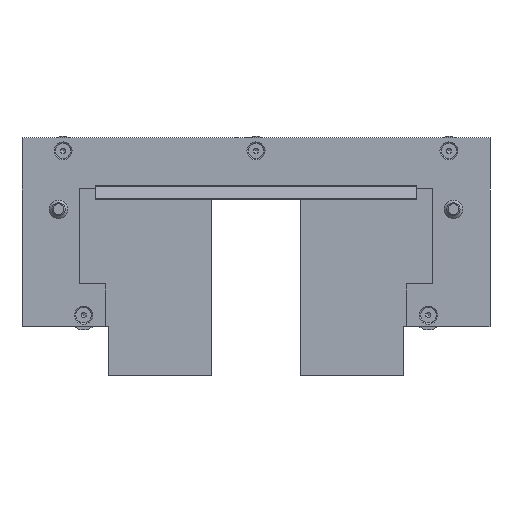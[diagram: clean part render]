
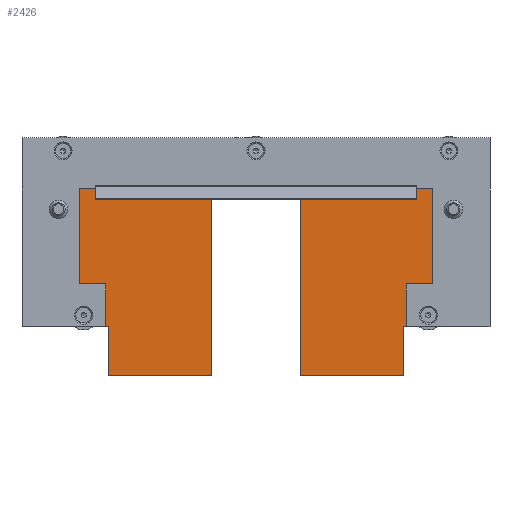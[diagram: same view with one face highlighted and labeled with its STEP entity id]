
A CAD part, front view. The second image highlights one B-rep face of the part: STEP entity #2426.
In plain terms, the highlighted planar face has unit normal (0, -1, 0).
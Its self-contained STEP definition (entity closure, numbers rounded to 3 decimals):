
#226=FACE_BOUND('',#537,.T.);
#227=FACE_BOUND('',#538,.T.);
#228=FACE_BOUND('',#539,.T.);
#229=FACE_BOUND('',#540,.T.);
#230=FACE_BOUND('',#541,.T.);
#266=PLANE('',#2782);
#391=FACE_OUTER_BOUND('',#536,.T.);
#536=EDGE_LOOP('',(#1921,#1922,#1923,#1924,#1925,#1926,#1927,#1928,#1929,
#1930,#1931,#1932));
#537=EDGE_LOOP('',(#1933));
#538=EDGE_LOOP('',(#1934));
#539=EDGE_LOOP('',(#1935));
#540=EDGE_LOOP('',(#1936));
#541=EDGE_LOOP('',(#1937));
#685=LINE('',#3874,#881);
#689=LINE('',#3882,#885);
#697=LINE('',#3914,#893);
#701=LINE('',#3921,#897);
#703=LINE('',#3926,#899);
#707=LINE('',#3933,#903);
#712=LINE('',#3951,#908);
#719=LINE('',#3983,#915);
#721=LINE('',#3987,#917);
#724=LINE('',#3993,#920);
#727=LINE('',#3998,#923);
#728=LINE('',#3999,#924);
#881=VECTOR('',#3124,1.);
#885=VECTOR('',#3130,1.);
#893=VECTOR('',#3164,1.);
#897=VECTOR('',#3170,1.);
#899=VECTOR('',#3174,1.);
#903=VECTOR('',#3180,1.);
#908=VECTOR('',#3199,1.);
#915=VECTOR('',#3232,1.);
#917=VECTOR('',#3236,1.);
#920=VECTOR('',#3241,1.);
#923=VECTOR('',#3246,1.);
#924=VECTOR('',#3247,1.);
#1059=CIRCLE('',#2753,2.75);
#1060=CIRCLE('',#2755,2.75);
#1064=CIRCLE('',#2765,2.75);
#1071=CIRCLE('',#2776,2.75);
#1072=CIRCLE('',#2778,2.75);
#1182=VERTEX_POINT('',#3872);
#1183=VERTEX_POINT('',#3873);
#1186=VERTEX_POINT('',#3881);
#1194=VERTEX_POINT('',#3903);
#1195=VERTEX_POINT('',#3907);
#1197=VERTEX_POINT('',#3913);
#1199=VERTEX_POINT('',#3919);
#1200=VERTEX_POINT('',#3923);
#1203=VERTEX_POINT('',#3931);
#1207=VERTEX_POINT('',#3943);
#1209=VERTEX_POINT('',#3949);
#1216=VERTEX_POINT('',#3969);
#1217=VERTEX_POINT('',#3973);
#1220=VERTEX_POINT('',#3980);
#1221=VERTEX_POINT('',#3982);
#1222=VERTEX_POINT('',#3986);
#1224=VERTEX_POINT('',#3992);
#1426=EDGE_CURVE('',#1182,#1183,#685,.T.);
#1430=EDGE_CURVE('',#1183,#1186,#689,.T.);
#1441=EDGE_CURVE('',#1194,#1194,#1059,.T.);
#1443=EDGE_CURVE('',#1195,#1195,#1060,.T.);
#1446=EDGE_CURVE('',#1197,#1186,#697,.T.);
#1450=EDGE_CURVE('',#1182,#1199,#701,.T.);
#1452=EDGE_CURVE('',#1199,#1200,#703,.T.);
#1456=EDGE_CURVE('',#1203,#1200,#707,.T.);
#1461=EDGE_CURVE('',#1207,#1207,#1064,.T.);
#1465=EDGE_CURVE('',#1203,#1209,#712,.T.);
#1474=EDGE_CURVE('',#1216,#1216,#1071,.T.);
#1476=EDGE_CURVE('',#1217,#1217,#1072,.T.);
#1480=EDGE_CURVE('',#1221,#1220,#719,.T.);
#1482=EDGE_CURVE('',#1221,#1222,#721,.T.);
#1485=EDGE_CURVE('',#1222,#1224,#724,.T.);
#1488=EDGE_CURVE('',#1220,#1197,#727,.T.);
#1489=EDGE_CURVE('',#1224,#1209,#728,.T.);
#1921=ORIENTED_EDGE('',*,*,#1488,.T.);
#1922=ORIENTED_EDGE('',*,*,#1446,.T.);
#1923=ORIENTED_EDGE('',*,*,#1430,.F.);
#1924=ORIENTED_EDGE('',*,*,#1426,.F.);
#1925=ORIENTED_EDGE('',*,*,#1450,.T.);
#1926=ORIENTED_EDGE('',*,*,#1452,.T.);
#1927=ORIENTED_EDGE('',*,*,#1456,.F.);
#1928=ORIENTED_EDGE('',*,*,#1465,.T.);
#1929=ORIENTED_EDGE('',*,*,#1489,.F.);
#1930=ORIENTED_EDGE('',*,*,#1485,.F.);
#1931=ORIENTED_EDGE('',*,*,#1482,.F.);
#1932=ORIENTED_EDGE('',*,*,#1480,.T.);
#1933=ORIENTED_EDGE('',*,*,#1443,.T.);
#1934=ORIENTED_EDGE('',*,*,#1441,.T.);
#1935=ORIENTED_EDGE('',*,*,#1461,.T.);
#1936=ORIENTED_EDGE('',*,*,#1474,.T.);
#1937=ORIENTED_EDGE('',*,*,#1476,.T.);
#2426=ADVANCED_FACE('',(#391,#226,#227,#228,#229,#230),#266,.T.);
#2753=AXIS2_PLACEMENT_3D('',#3904,#3153,#3154);
#2755=AXIS2_PLACEMENT_3D('',#3908,#3158,#3159);
#2765=AXIS2_PLACEMENT_3D('',#3944,#3192,#3193);
#2776=AXIS2_PLACEMENT_3D('',#3970,#3220,#3221);
#2778=AXIS2_PLACEMENT_3D('',#3974,#3225,#3226);
#2782=AXIS2_PLACEMENT_3D('',#3997,#3244,#3245);
#3124=DIRECTION('',(0.,0.,1.));
#3130=DIRECTION('',(-1.,0.,0.));
#3153=DIRECTION('center_axis',(0.,1.,0.));
#3154=DIRECTION('ref_axis',(-1.,0.,0.));
#3158=DIRECTION('center_axis',(0.,1.,0.));
#3159=DIRECTION('ref_axis',(-1.,0.,0.));
#3164=DIRECTION('',(0.,0.,-1.));
#3170=DIRECTION('',(1.,0.,0.));
#3174=DIRECTION('',(0.,0.,1.));
#3180=DIRECTION('',(-1.,0.,0.));
#3192=DIRECTION('center_axis',(0.,1.,0.));
#3193=DIRECTION('ref_axis',(-1.,0.,0.));
#3199=DIRECTION('',(0.,0.,-1.));
#3220=DIRECTION('center_axis',(0.,1.,0.));
#3221=DIRECTION('ref_axis',(-1.,0.,0.));
#3225=DIRECTION('center_axis',(0.,1.,0.));
#3226=DIRECTION('ref_axis',(-1.,0.,0.));
#3232=DIRECTION('',(0.,0.,1.));
#3236=DIRECTION('',(-1.,0.,0.));
#3241=DIRECTION('',(0.,0.,-1.));
#3244=DIRECTION('center_axis',(0.,-1.,0.));
#3245=DIRECTION('ref_axis',(1.,0.,0.));
#3246=DIRECTION('',(-1.,0.,0.));
#3247=DIRECTION('',(-1.,0.,0.));
#3872=CARTESIAN_POINT('',(-90.,-1.5,0.));
#3873=CARTESIAN_POINT('',(-90.,-1.5,30.));
#3874=CARTESIAN_POINT('',(-90.,-1.5,0.));
#3881=CARTESIAN_POINT('',(-142.5,-1.5,30.));
#3882=CARTESIAN_POINT('',(-90.,-1.5,30.));
#3903=CARTESIAN_POINT('',(-114.75,-1.5,137.));
#3904=CARTESIAN_POINT('Origin',(-117.5,-1.5,137.));
#3907=CARTESIAN_POINT('',(-102.25,-1.5,37.));
#3908=CARTESIAN_POINT('Origin',(-105.,-1.5,37.));
#3913=CARTESIAN_POINT('',(-142.5,-1.5,145.));
#3914=CARTESIAN_POINT('',(-142.5,-1.5,145.));
#3919=CARTESIAN_POINT('',(-27.,-1.5,0.));
#3921=CARTESIAN_POINT('',(-49.5,-1.5,0.));
#3923=CARTESIAN_POINT('',(-27.,-1.5,110.));
#3926=CARTESIAN_POINT('',(-27.,-1.5,72.5));
#3931=CARTESIAN_POINT('',(27.,-1.5,110.));
#3933=CARTESIAN_POINT('',(0.,-1.5,110.));
#3943=CARTESIAN_POINT('',(2.75,-1.5,137.));
#3944=CARTESIAN_POINT('Origin',(0.,-1.5,137.));
#3949=CARTESIAN_POINT('',(27.,-1.5,0.));
#3951=CARTESIAN_POINT('',(27.,-1.5,72.5));
#3969=CARTESIAN_POINT('',(120.25,-1.5,137.));
#3970=CARTESIAN_POINT('Origin',(117.5,-1.5,137.));
#3973=CARTESIAN_POINT('',(107.75,-1.5,37.));
#3974=CARTESIAN_POINT('Origin',(105.,-1.5,37.));
#3980=CARTESIAN_POINT('',(142.5,-1.5,145.));
#3982=CARTESIAN_POINT('',(142.5,-1.5,30.));
#3983=CARTESIAN_POINT('',(142.5,-1.5,30.));
#3986=CARTESIAN_POINT('',(90.,-1.5,30.));
#3987=CARTESIAN_POINT('',(142.5,-1.5,30.));
#3992=CARTESIAN_POINT('',(90.,-1.5,0.));
#3993=CARTESIAN_POINT('',(90.,-1.5,30.));
#3997=CARTESIAN_POINT('Origin',(49.5,-1.5,72.5));
#3998=CARTESIAN_POINT('',(-49.5,-1.5,145.));
#3999=CARTESIAN_POINT('',(90.,-1.5,0.));
